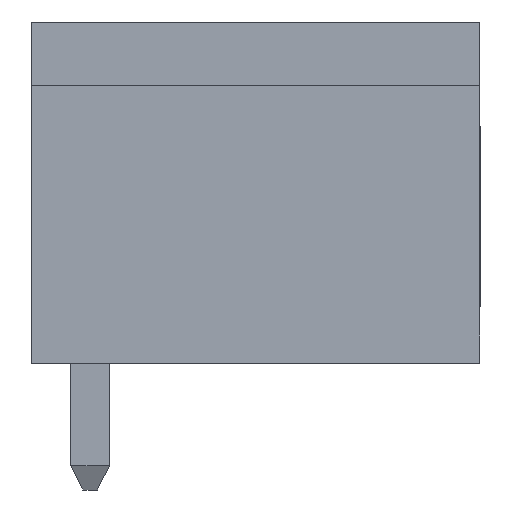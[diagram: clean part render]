
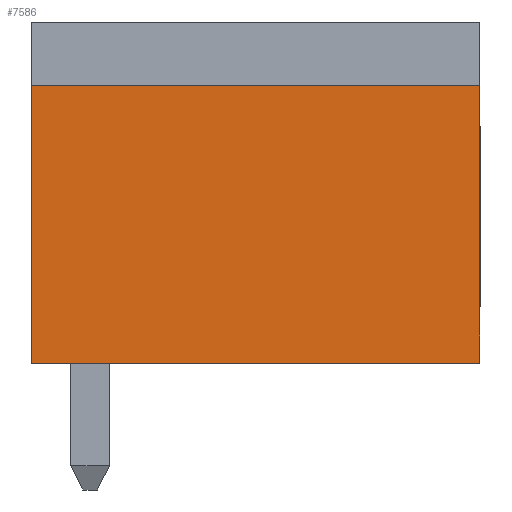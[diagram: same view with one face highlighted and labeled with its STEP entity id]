
A CAD part, left-side view. The second image highlights one B-rep face of the part: STEP entity #7586.
In plain terms, the highlighted planar face has unit normal (-1, 0, 0).
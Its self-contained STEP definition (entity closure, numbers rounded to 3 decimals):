
#1574=ORIENTED_EDGE('',*,*,#3049,.F.);
#1575=ORIENTED_EDGE('',*,*,#3146,.F.);
#1576=ORIENTED_EDGE('',*,*,#3022,.F.);
#1577=ORIENTED_EDGE('',*,*,#2964,.F.);
#2964=EDGE_CURVE('',#3910,#3911,#4752,.T.);
#3022=EDGE_CURVE('',#3911,#3962,#4798,.T.);
#3049=EDGE_CURVE('',#3982,#3910,#4821,.T.);
#3146=EDGE_CURVE('',#3962,#3982,#4915,.T.);
#3910=VERTEX_POINT('',#11334);
#3911=VERTEX_POINT('',#11336);
#3962=VERTEX_POINT('',#11449);
#3982=VERTEX_POINT('',#11500);
#4752=LINE('',#11335,#5702);
#4798=LINE('',#11448,#5748);
#4821=LINE('',#11501,#5771);
#4915=LINE('',#11696,#5865);
#5702=VECTOR('',#9187,1000.);
#5748=VECTOR('',#9265,1000.);
#5771=VECTOR('',#9306,1000.);
#5865=VECTOR('',#9502,1000.);
#6448=EDGE_LOOP('',(#1574,#1575,#1576,#1577));
#6871=FACE_BOUND('',#6448,.T.);
#7242=PLANE('',#8072);
#7586=ADVANCED_FACE('',(#6871),#7242,.F.);
#8072=AXIS2_PLACEMENT_3D('',#11697,#9503,#9504);
#9187=DIRECTION('',(0.,1.,0.));
#9265=DIRECTION('',(0.,0.,1.));
#9306=DIRECTION('',(0.,0.,-1.));
#9502=DIRECTION('',(0.,-1.,0.));
#9503=DIRECTION('',(1.,0.,0.));
#9504=DIRECTION('',(0.,0.,-1.));
#11334=CARTESIAN_POINT('',(-12.715,0.,-3.5));
#11335=CARTESIAN_POINT('',(-12.715,0.,-3.5));
#11336=CARTESIAN_POINT('',(-12.715,9.2,-3.5));
#11448=CARTESIAN_POINT('',(-12.715,9.2,-3.5));
#11449=CARTESIAN_POINT('',(-12.715,9.2,2.2));
#11500=CARTESIAN_POINT('',(-12.715,0.,2.2));
#11501=CARTESIAN_POINT('',(-12.715,0.,2.2));
#11696=CARTESIAN_POINT('',(-12.715,9.2,2.2));
#11697=CARTESIAN_POINT('',(-12.715,0.,0.));
